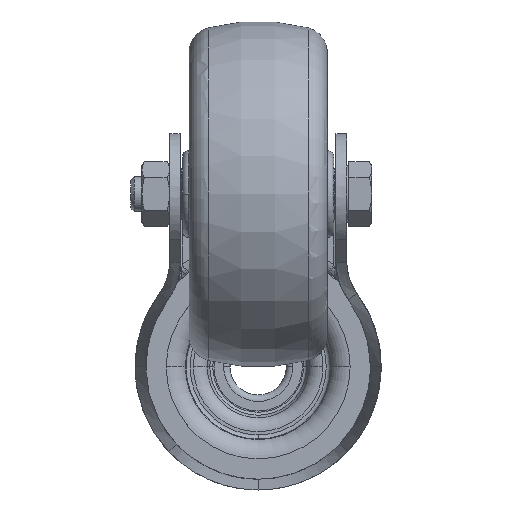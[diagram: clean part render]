
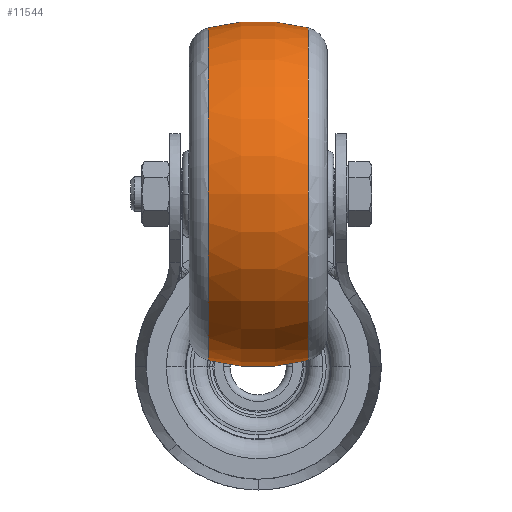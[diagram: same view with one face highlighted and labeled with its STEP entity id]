
A CAD part, front view. The second image highlights one B-rep face of the part: STEP entity #11544.
In plain terms, the highlighted toroidal (fillet/blend) face has major radius 5 mm and minor radius 45 mm.
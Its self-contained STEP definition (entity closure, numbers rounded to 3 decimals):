
#155 = DIRECTION ( 'NONE',  ( -1., 0., 0. ) ) ;
#331 = EDGE_CURVE ( 'NONE', #2570, #10500, #6257, .T. ) ;
#549 = ORIENTED_EDGE ( 'NONE', *, *, #1915, .T. ) ;
#1915 = EDGE_CURVE ( 'NONE', #2570, #8219, #5147, .T. ) ;
#2202 = DIRECTION ( 'NONE',  ( 0., -1., 0. ) ) ;
#2329 = DIRECTION ( 'NONE',  ( 0., 1., 0. ) ) ;
#2570 = VERTEX_POINT ( 'NONE', #8628 ) ;
#2668 = ORIENTED_EDGE ( 'NONE', *, *, #331, .F. ) ;
#2669 = CIRCLE ( 'NONE', #14336, 38.496 ) ;
#3089 = EDGE_CURVE ( 'NONE', #9579, #10500, #2669, .T. ) ;
#3192 = FACE_OUTER_BOUND ( 'NONE', #10349, .T. ) ;
#3516 = DIRECTION ( 'NONE',  ( 0., 0., -1. ) ) ;
#3932 = CARTESIAN_POINT ( 'NONE',  ( -11.538, 40., 1.504 ) ) ;
#4060 = CIRCLE ( 'NONE', #12019, 45. ) ;
#4078 = CARTESIAN_POINT ( 'NONE',  ( 11.538, 40., 78.496 ) ) ;
#4366 = CARTESIAN_POINT ( 'NONE',  ( 11.538, 40., 40. ) ) ;
#4423 = ORIENTED_EDGE ( 'NONE', *, *, #3089, .T. ) ;
#4955 = ORIENTED_EDGE ( 'NONE', *, *, #12741, .T. ) ;
#5031 = TOROIDAL_SURFACE ( 'NONE', #8040, -5., 45. ) ;
#5042 = DIRECTION ( 'NONE',  ( 0., 0., 1. ) ) ;
#5147 = CIRCLE ( 'NONE', #5624, 38.496 ) ;
#5624 = AXIS2_PLACEMENT_3D ( 'NONE', #4366, #11533, #13937 ) ;
#6257 = CIRCLE ( 'NONE', #6505, 45. ) ;
#6505 = AXIS2_PLACEMENT_3D ( 'NONE', #12980, #2329, #7165 ) ;
#7165 = DIRECTION ( 'NONE',  ( 0., 0., 1. ) ) ;
#8040 = AXIS2_PLACEMENT_3D ( 'NONE', #9578, #155, #5042 ) ;
#8219 = VERTEX_POINT ( 'NONE', #4078 ) ;
#8628 = CARTESIAN_POINT ( 'NONE',  ( 11.538, 40., 1.504 ) ) ;
#9224 = CARTESIAN_POINT ( 'NONE',  ( -11.538, 40., 40. ) ) ;
#9578 = CARTESIAN_POINT ( 'NONE',  ( 0., 40., 40. ) ) ;
#9579 = VERTEX_POINT ( 'NONE', #13643 ) ;
#10349 = EDGE_LOOP ( 'NONE', ( #2668, #549, #4955, #4423 ) ) ;
#10500 = VERTEX_POINT ( 'NONE', #3932 ) ;
#11397 = DIRECTION ( 'NONE',  ( 1., 0., 0. ) ) ;
#11533 = DIRECTION ( 'NONE',  ( -1., 0., 0. ) ) ;
#11544 = ADVANCED_FACE ( 'NONE', ( #3192 ), #5031, .T. ) ;
#12019 = AXIS2_PLACEMENT_3D ( 'NONE', #12847, #2202, #3516 ) ;
#12741 = EDGE_CURVE ( 'NONE', #8219, #9579, #4060, .T. ) ;
#12847 = CARTESIAN_POINT ( 'NONE',  ( 0., 40., 35. ) ) ;
#12980 = CARTESIAN_POINT ( 'NONE',  ( 0., 40., 45. ) ) ;
#13643 = CARTESIAN_POINT ( 'NONE',  ( -11.538, 40., 78.496 ) ) ;
#13877 = DIRECTION ( 'NONE',  ( 0., 0.565, 0.825 ) ) ;
#13937 = DIRECTION ( 'NONE',  ( 0., 0.565, 0.825 ) ) ;
#14336 = AXIS2_PLACEMENT_3D ( 'NONE', #9224, #11397, #13877 ) ;
